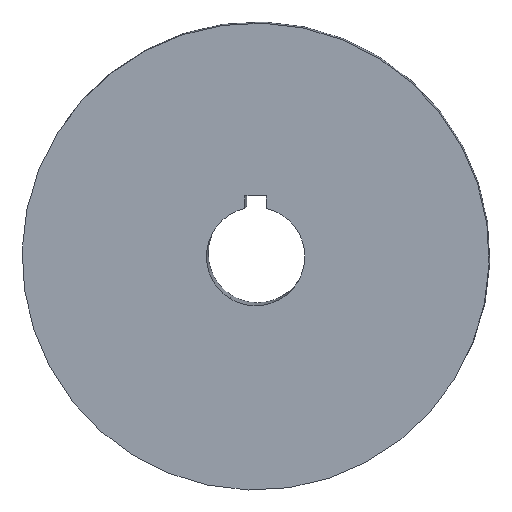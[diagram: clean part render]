
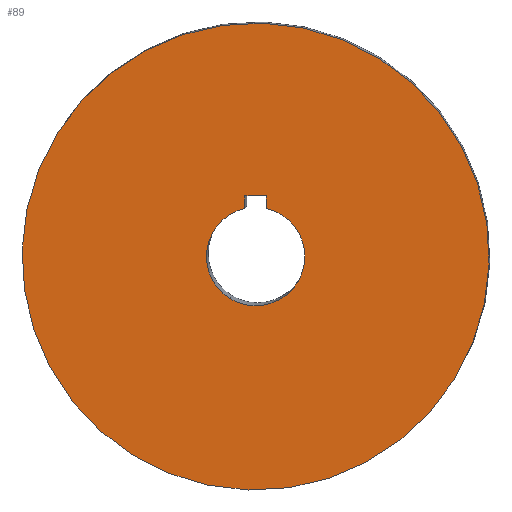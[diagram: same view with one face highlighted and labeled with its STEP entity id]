
A CAD part, left-side view. The second image highlights one B-rep face of the part: STEP entity #89.
In plain terms, the highlighted planar face has unit normal (-1, 0.011, -0.018).
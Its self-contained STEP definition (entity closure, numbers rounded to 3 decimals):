
#89 = ADVANCED_FACE( '', ( #123, #124 ), #125, .F. );
#123 = FACE_OUTER_BOUND( '', #163, .T. );
#124 = FACE_BOUND( '', #164, .T. );
#125 = PLANE( '', #165 );
#163 = EDGE_LOOP( '', ( #280, #281 ) );
#164 = EDGE_LOOP( '', ( #282, #283, #284, #285, #286, #287 ) );
#165 = AXIS2_PLACEMENT_3D( '', #288, #289, #290 );
#280 = ORIENTED_EDGE( '', *, *, #344, .F. );
#281 = ORIENTED_EDGE( '', *, *, #348, .F. );
#282 = ORIENTED_EDGE( '', *, *, #339, .F. );
#283 = ORIENTED_EDGE( '', *, *, #313, .F. );
#284 = ORIENTED_EDGE( '', *, *, #342, .F. );
#285 = ORIENTED_EDGE( '', *, *, #349, .T. );
#286 = ORIENTED_EDGE( '', *, *, #350, .T. );
#287 = ORIENTED_EDGE( '', *, *, #346, .T. );
#288 = CARTESIAN_POINT( '', ( 14764.044, -286.42, 2390.516 ) );
#289 = DIRECTION( '', ( 1., -0.011, 0.018 ) );
#290 = DIRECTION( '', ( 0., -0.855, -0.518 ) );
#313 = EDGE_CURVE( '', #352, #355, #356, .T. );
#339 = EDGE_CURVE( '', #355, #397, #398, .T. );
#342 = EDGE_CURVE( '', #400, #352, #402, .T. );
#344 = EDGE_CURVE( '', #403, #405, #406, .T. );
#346 = EDGE_CURVE( '', #408, #397, #409, .T. );
#348 = EDGE_CURVE( '', #405, #403, #411, .T. );
#349 = EDGE_CURVE( '', #400, #412, #413, .T. );
#350 = EDGE_CURVE( '', #412, #408, #414, .T. );
#352 = VERTEX_POINT( '', #416 );
#355 = VERTEX_POINT( '', #420 );
#356 = LINE( '', #421, #422 );
#397 = VERTEX_POINT( '', #475 );
#398 = LINE( '', #476, #477 );
#400 = VERTEX_POINT( '', #480 );
#402 = LINE( '', #483, #484 );
#403 = VERTEX_POINT( '', #485 );
#405 = VERTEX_POINT( '', #488 );
#406 = CIRCLE( '', #489, 71.13 );
#408 = VERTEX_POINT( '', #492 );
#409 = CIRCLE( '', #493, 15. );
#411 = CIRCLE( '', #496, 71.13 );
#412 = VERTEX_POINT( '', #497 );
#413 = CIRCLE( '', #498, 15. );
#414 = CIRCLE( '', #499, 15. );
#416 = CARTESIAN_POINT( '', ( 14765.165, -252.143, 2348.604 ) );
#420 = CARTESIAN_POINT( '', ( 14765.235, -245.643, 2348.604 ) );
#421 = CARTESIAN_POINT( '', ( 14765.2, -248.893, 2348.604 ) );
#422 = VECTOR( '', #503, 1000. );
#475 = CARTESIAN_POINT( '', ( 14765.304, -245.644, 2344.749 ) );
#476 = CARTESIAN_POINT( '', ( 14765.27, -245.644, 2346.677 ) );
#477 = VECTOR( '', #561, 1000. );
#480 = CARTESIAN_POINT( '', ( 14765.234, -252.144, 2344.748 ) );
#483 = CARTESIAN_POINT( '', ( 14765.199, -252.143, 2346.676 ) );
#484 = VECTOR( '', #564, 1000. );
#485 = CARTESIAN_POINT( '', ( 14764.044, -286.42, 2390.516 ) );
#488 = CARTESIAN_POINT( '', ( 14767.017, -211.372, 2269.699 ) );
#489 = AXIS2_PLACEMENT_3D( '', #566, #567, #568 );
#492 = CARTESIAN_POINT( '', ( 14765.844, -240.983, 2317.368 ) );
#493 = AXIS2_PLACEMENT_3D( '', #570, #571, #572 );
#496 = AXIS2_PLACEMENT_3D( '', #574, #575, #576 );
#497 = CARTESIAN_POINT( '', ( 14765.217, -256.809, 2342.846 ) );
#498 = AXIS2_PLACEMENT_3D( '', #577, #578, #579 );
#499 = AXIS2_PLACEMENT_3D( '', #580, #581, #582 );
#503 = DIRECTION( '', ( 0.011, 1., 0. ) );
#561 = DIRECTION( '', ( 0.018, 0., -1. ) );
#564 = DIRECTION( '', ( -0.018, 0., 1. ) );
#566 = CARTESIAN_POINT( '', ( 14765.531, -248.896, 2330.107 ) );
#567 = DIRECTION( '', ( 1., -0.011, 0.018 ) );
#568 = DIRECTION( '', ( 0.021, 0.518, -0.855 ) );
#570 = CARTESIAN_POINT( '', ( 14765.531, -248.896, 2330.107 ) );
#571 = DIRECTION( '', ( 1., -0.011, 0.018 ) );
#572 = DIRECTION( '', ( 0.021, 0.518, -0.855 ) );
#574 = CARTESIAN_POINT( '', ( 14765.531, -248.896, 2330.107 ) );
#575 = DIRECTION( '', ( 1., -0.011, 0.018 ) );
#576 = DIRECTION( '', ( 0.021, 0.518, -0.855 ) );
#577 = CARTESIAN_POINT( '', ( 14765.531, -248.896, 2330.107 ) );
#578 = DIRECTION( '', ( 1., -0.011, 0.018 ) );
#579 = DIRECTION( '', ( 0.021, 0.518, -0.855 ) );
#580 = CARTESIAN_POINT( '', ( 14765.531, -248.896, 2330.107 ) );
#581 = DIRECTION( '', ( 1., -0.011, 0.018 ) );
#582 = DIRECTION( '', ( 0.021, 0.518, -0.855 ) );
